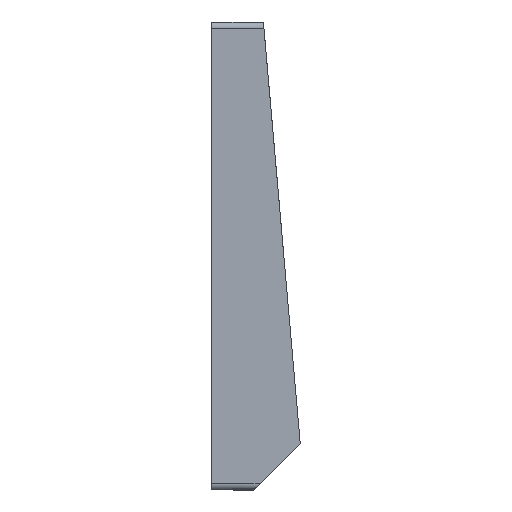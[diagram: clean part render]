
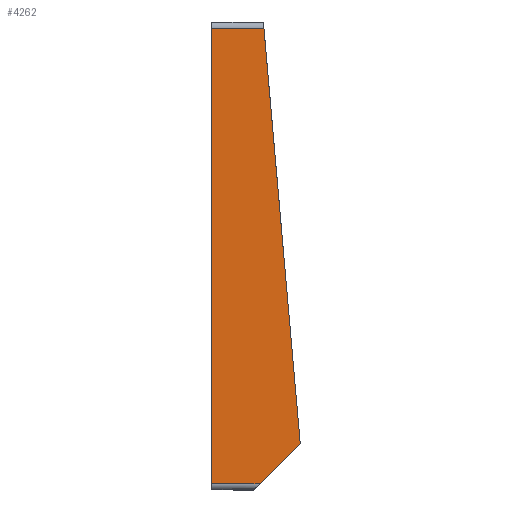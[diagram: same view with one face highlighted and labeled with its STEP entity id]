
A CAD part, left-side view. The second image highlights one B-rep face of the part: STEP entity #4262.
In plain terms, the highlighted planar face has unit normal (-1, 0, 0).
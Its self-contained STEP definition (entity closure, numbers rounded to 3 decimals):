
#534=FACE_OUTER_BOUND('',#775,.T.);
#775=EDGE_LOOP('',(#3763,#3764,#3765,#3766,#3767));
#978=LINE('',#6724,#1393);
#1018=LINE('',#7138,#1433);
#1193=LINE('',#7976,#1608);
#1203=LINE('',#8008,#1618);
#1204=LINE('',#8010,#1619);
#1393=VECTOR('',#4981,10.);
#1433=VECTOR('',#5043,10.);
#1608=VECTOR('',#5560,10.);
#1618=VECTOR('',#5600,10.);
#1619=VECTOR('',#5603,10.);
#1812=VERTEX_POINT('',#6721);
#1813=VERTEX_POINT('',#6723);
#1849=VERTEX_POINT('',#7137);
#2010=VERTEX_POINT('',#7973);
#2011=VERTEX_POINT('',#7975);
#2267=EDGE_CURVE('',#1813,#1812,#978,.T.);
#2324=EDGE_CURVE('',#1849,#1813,#1018,.T.);
#2602=EDGE_CURVE('',#2011,#2010,#1193,.T.);
#2619=EDGE_CURVE('',#2010,#1849,#1203,.T.);
#2620=EDGE_CURVE('',#2011,#1812,#1204,.T.);
#3763=ORIENTED_EDGE('',*,*,#2324,.T.);
#3764=ORIENTED_EDGE('',*,*,#2267,.T.);
#3765=ORIENTED_EDGE('',*,*,#2620,.F.);
#3766=ORIENTED_EDGE('',*,*,#2602,.T.);
#3767=ORIENTED_EDGE('',*,*,#2619,.T.);
#4053=PLANE('',#4594);
#4262=ADVANCED_FACE('',(#534),#4053,.T.);
#4594=AXIS2_PLACEMENT_3D('',#8009,#5601,#5602);
#4981=DIRECTION('',(0.,0.087,0.996));
#5043=DIRECTION('',(0.,-0.707,0.707));
#5560=DIRECTION('',(0.,0.,-1.));
#5600=DIRECTION('',(0.,-1.,0.));
#5601=DIRECTION('center_axis',(-1.,0.,0.));
#5602=DIRECTION('ref_axis',(0.,0.,
-1.));
#5603=DIRECTION('',(0.,-1.,0.));
#6721=CARTESIAN_POINT('',(-103.357,-5.162,44.15));
#6723=CARTESIAN_POINT('',(-103.357,-12.24,-36.744));
#6724=CARTESIAN_POINT('',(-103.357,-5.07,45.204));
#7137=CARTESIAN_POINT('',(-103.357,-4.405,-44.579));
#7138=CARTESIAN_POINT('',(-103.357,-28.153,-20.831));
#7973=CARTESIAN_POINT('',(-103.357,5.,-44.579));
#7975=CARTESIAN_POINT('',(-103.357,5.,44.15));
#7976=CARTESIAN_POINT('',(-103.357,5.,44.15));
#8008=CARTESIAN_POINT('',(-103.357,5.,-44.579));
#8009=CARTESIAN_POINT('Origin',(-103.357,5.,44.15));
#8010=CARTESIAN_POINT('',(-103.357,5.,44.15));
